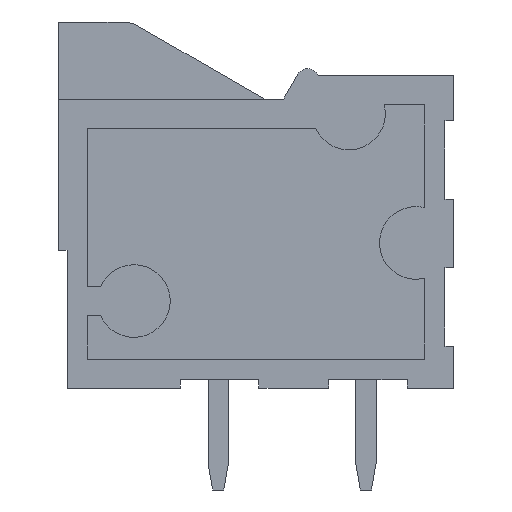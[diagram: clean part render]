
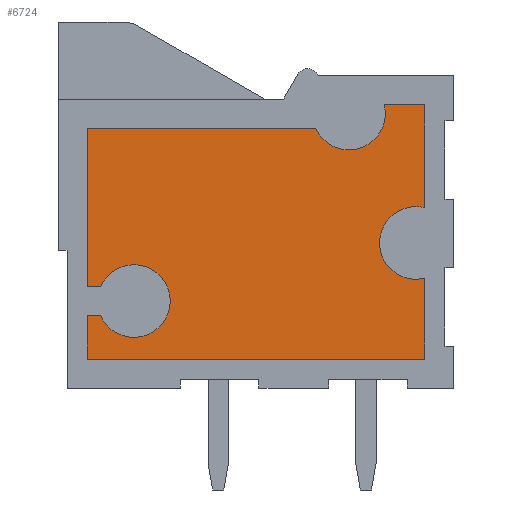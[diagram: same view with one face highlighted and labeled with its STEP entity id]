
A CAD part, left-side view. The second image highlights one B-rep face of the part: STEP entity #6724.
In plain terms, the highlighted planar face has unit normal (-1, 0, 0).
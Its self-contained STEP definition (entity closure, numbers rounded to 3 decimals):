
#6391=CARTESIAN_POINT('',(1.5,1.3,-6.35));
#6392=VERTEX_POINT('',#6391);
#6399=CARTESIAN_POINT('',(1.5,1.,-8.813));
#6400=VERTEX_POINT('',#6399);
#6401=CARTESIAN_POINT('',(1.5,1.3,-7.6));
#6402=DIRECTION('',(-1.,0.,0.));
#6403=DIRECTION('',(0.,0.,1.));
#6404=AXIS2_PLACEMENT_3D('',#6401,#6402,#6403);
#6405=CIRCLE('',#6404,1.25);
#6406=EDGE_CURVE('',#6392,#6400,#6405,.T.);
#6425=CARTESIAN_POINT('',(1.5,1.,-11.6));
#6426=VERTEX_POINT('',#6425);
#6427=CARTESIAN_POINT('',(1.5,1.,-11.6));
#6428=DIRECTION('',(0.,0.,1.));
#6429=VECTOR('',#6428,2.787);
#6430=LINE('',#6427,#6429);
#6431=EDGE_CURVE('',#6426,#6400,#6430,.T.);
#6449=CARTESIAN_POINT('',(1.5,12.6,-11.6));
#6450=VERTEX_POINT('',#6449);
#6451=CARTESIAN_POINT('',(1.5,12.6,-11.6));
#6452=DIRECTION('',(0.,-1.,0.));
#6453=VECTOR('',#6452,11.6);
#6454=LINE('',#6451,#6453);
#6455=EDGE_CURVE('',#6450,#6426,#6454,.T.);
#6473=CARTESIAN_POINT('',(1.5,12.6,-10.1));
#6474=VERTEX_POINT('',#6473);
#6475=CARTESIAN_POINT('',(1.5,12.6,-11.6));
#6476=DIRECTION('',(0.,0.,1.));
#6477=VECTOR('',#6476,1.5);
#6478=LINE('',#6475,#6477);
#6479=EDGE_CURVE('',#6450,#6474,#6478,.T.);
#6497=CARTESIAN_POINT('',(1.5,12.146,-10.1));
#6498=VERTEX_POINT('',#6497);
#6499=CARTESIAN_POINT('',(1.5,12.6,-10.1));
#6500=DIRECTION('',(0.,-1.,0.));
#6501=VECTOR('',#6500,0.454);
#6502=LINE('',#6499,#6501);
#6503=EDGE_CURVE('',#6474,#6498,#6502,.T.);
#6519=CARTESIAN_POINT('',(1.5,11.,-8.35));
#6520=VERTEX_POINT('',#6519);
#6527=CARTESIAN_POINT('',(1.5,12.146,-9.1));
#6528=VERTEX_POINT('',#6527);
#6529=CARTESIAN_POINT('',(1.5,11.,-9.6));
#6530=DIRECTION('',(-1.,0.,0.));
#6531=DIRECTION('',(0.,0.,1.));
#6532=AXIS2_PLACEMENT_3D('',#6529,#6530,#6531);
#6533=CIRCLE('',#6532,1.25);
#6534=EDGE_CURVE('',#6520,#6528,#6533,.T.);
#6553=CARTESIAN_POINT('',(1.5,12.6,-9.1));
#6554=VERTEX_POINT('',#6553);
#6555=CARTESIAN_POINT('',(1.5,12.6,-9.1));
#6556=DIRECTION('',(0.,-1.,0.));
#6557=VECTOR('',#6556,0.454);
#6558=LINE('',#6555,#6557);
#6559=EDGE_CURVE('',#6554,#6528,#6558,.T.);
#6577=CARTESIAN_POINT('',(1.5,12.6,-3.65));
#6578=VERTEX_POINT('',#6577);
#6579=CARTESIAN_POINT('',(1.5,12.6,-9.1));
#6580=DIRECTION('',(0.,0.,1.));
#6581=VECTOR('',#6580,5.45);
#6582=LINE('',#6579,#6581);
#6583=EDGE_CURVE('',#6554,#6578,#6582,.T.);
#6601=CARTESIAN_POINT('',(1.5,4.746,-3.65));
#6602=VERTEX_POINT('',#6601);
#6603=CARTESIAN_POINT('',(1.5,4.746,-3.65));
#6604=DIRECTION('',(0.,1.,0.));
#6605=VECTOR('',#6604,7.854);
#6606=LINE('',#6603,#6605);
#6607=EDGE_CURVE('',#6602,#6578,#6606,.T.);
#6625=CARTESIAN_POINT('',(1.5,2.387,-2.85));
#6626=VERTEX_POINT('',#6625);
#6627=CARTESIAN_POINT('',(1.5,3.6,-3.15));
#6628=DIRECTION('',(-1.,0.,0.));
#6629=DIRECTION('',(0.,0.,1.));
#6630=AXIS2_PLACEMENT_3D('',#6627,#6628,#6629);
#6631=CIRCLE('',#6630,1.25);
#6632=EDGE_CURVE('',#6602,#6626,#6631,.T.);
#6650=CARTESIAN_POINT('',(1.5,1.,-2.85));
#6651=VERTEX_POINT('',#6650);
#6652=CARTESIAN_POINT('',(1.5,2.387,-2.85));
#6653=DIRECTION('',(0.,-1.,0.));
#6654=VECTOR('',#6653,1.387);
#6655=LINE('',#6652,#6654);
#6656=EDGE_CURVE('',#6626,#6651,#6655,.T.);
#6674=CARTESIAN_POINT('',(1.5,1.,-6.387));
#6675=VERTEX_POINT('',#6674);
#6676=CARTESIAN_POINT('',(1.5,1.,-6.387));
#6677=DIRECTION('',(0.,0.,1.));
#6678=VECTOR('',#6677,3.537);
#6679=LINE('',#6676,#6678);
#6680=EDGE_CURVE('',#6675,#6651,#6679,.T.);
#6691=CARTESIAN_POINT('',(1.5,0.,0.));
#6692=DIRECTION('',(-1.,0.,0.));
#6693=DIRECTION('',(0.,0.,1.));
#6694=AXIS2_PLACEMENT_3D('',#6691,#6692,#6693);
#6695=PLANE('',#6694);
#6696=ORIENTED_EDGE('',*,*,#6406,.F.);
#6697=CARTESIAN_POINT('',(1.5,1.3,-7.6));
#6698=DIRECTION('',(-1.,0.,0.));
#6699=DIRECTION('',(0.,0.,1.));
#6700=AXIS2_PLACEMENT_3D('',#6697,#6698,#6699);
#6701=CIRCLE('',#6700,1.25);
#6702=EDGE_CURVE('',#6675,#6392,#6701,.T.);
#6703=ORIENTED_EDGE('',*,*,#6702,.F.);
#6704=ORIENTED_EDGE('',*,*,#6680,.T.);
#6705=ORIENTED_EDGE('',*,*,#6656,.F.);
#6706=ORIENTED_EDGE('',*,*,#6632,.F.);
#6707=ORIENTED_EDGE('',*,*,#6607,.T.);
#6708=ORIENTED_EDGE('',*,*,#6583,.F.);
#6709=ORIENTED_EDGE('',*,*,#6559,.T.);
#6710=ORIENTED_EDGE('',*,*,#6534,.F.);
#6711=CARTESIAN_POINT('',(1.5,11.,-9.6));
#6712=DIRECTION('',(-1.,0.,0.));
#6713=DIRECTION('',(0.,0.,1.));
#6714=AXIS2_PLACEMENT_3D('',#6711,#6712,#6713);
#6715=CIRCLE('',#6714,1.25);
#6716=EDGE_CURVE('',#6498,#6520,#6715,.T.);
#6717=ORIENTED_EDGE('',*,*,#6716,.F.);
#6718=ORIENTED_EDGE('',*,*,#6503,.F.);
#6719=ORIENTED_EDGE('',*,*,#6479,.F.);
#6720=ORIENTED_EDGE('',*,*,#6455,.T.);
#6721=ORIENTED_EDGE('',*,*,#6431,.T.);
#6722=EDGE_LOOP('',(#6696,#6703,#6704,#6705,#6706,#6707,#6708,#6709,#6710,#6717,#6718,#6719,#6720,#6721));
#6723=FACE_BOUND('',#6722,.T.);
#6724=ADVANCED_FACE('',(#6723),#6695,.T.);
